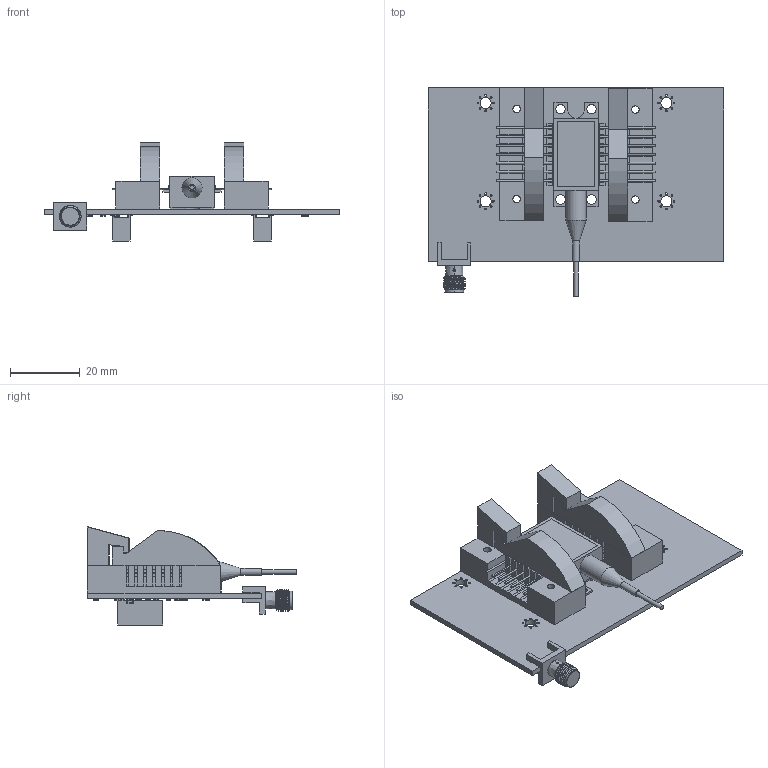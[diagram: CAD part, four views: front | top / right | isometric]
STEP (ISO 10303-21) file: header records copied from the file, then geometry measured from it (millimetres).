
FILE_DESCRIPTION(('KiCad electronic assembly'),'2;1');
FILE_NAME('Kirdy_LD_Adapter.step','2023-11-28T10:30:08',('Pcbnew'),( 'Kicad'),'Open CASCADE STEP processor 7.6','KiCad to STEP converter' ,'Unknown');
FILE_SCHEMA(('AUTOMOTIVE_DESIGN { 1 0 10303 214 1 1 1 1 }'));
Length unit declared in the file: millimetre
Products named in the file (83): Kirdy_LD_Adapter 1; Butterfly-14-Lead; COMPOUND; butterfly_laser_socket_left_asm; butterfly_laser_socket_right_asm; L_0402_1005Metric; SOLID; R_0805_2012Metric; C_0402_1005Metric; L_0805_2012Metric; M20-7870542_asm; 132255-12; FACE; R_0402_1005Metric; kirdy_LD_adapter_type_1 PCB
Assembly tree (100 placements, depth 3):
  Kirdy_LD_Adapter 1
    Butterfly-14-Lead
      COMPOUND
    butterfly_laser_socket_left_asm
      COMPOUND
    butterfly_laser_socket_right_asm
      COMPOUND
    L_0402_1005Metric  x2
      SOLID
    R_0805_2012Metric  x14
      SOLID
    C_0402_1005Metric  x3
      SOLID
    L_0805_2012Metric
      SOLID
    M20-7870542_asm  x2
      COMPOUND
    132255-12
      FACE
      FACE
      FACE
      FACE
      FACE
      FACE
      FACE
      FACE
      FACE
      FACE
      FACE
      FACE
      FACE
      FACE
      FACE
      FACE
      FACE
      FACE
      FACE
      FACE
      FACE
      FACE
      FACE
      FACE
      FACE
      FACE
      FACE
      FACE
      FACE
      FACE
      FACE
      FACE
      FACE
      FACE
      FACE
      FACE
      FACE
      FACE
      FACE
      FACE
      FACE
      FACE
Bounding box: 85 x 60.1 x 28.18 mm (x, y, z)
Volume: 19473 mm3; surface area: 21748.9 mm2
Topology: 52 solids, 115 shells, 2622 faces, 7441 edges, 4934 vertices
Faces by surface type: plane 1756, cylinder 803, bspline 62, cone 1
Full cylindrical faces by diameter (mm): 0.5 x46, 0.6 x14, 0.8 x14, 1.27 x1, 2 x1, 2.2 x8, 2.7 x4, 2.9 x4, 3.2 x4, 5.8 x1
Entity records: 104256 total; most frequent: CARTESIAN_POINT 23117, DIRECTION 14439, LINE 9554, VECTOR 9554, ORIENTED_EDGE 7650, PCURVE 7650, DEFINITIONAL_REPRESENTATION 7650, EDGE_CURVE 3985
